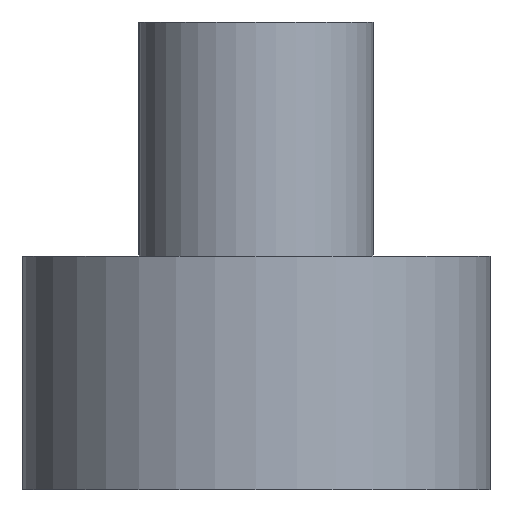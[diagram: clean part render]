
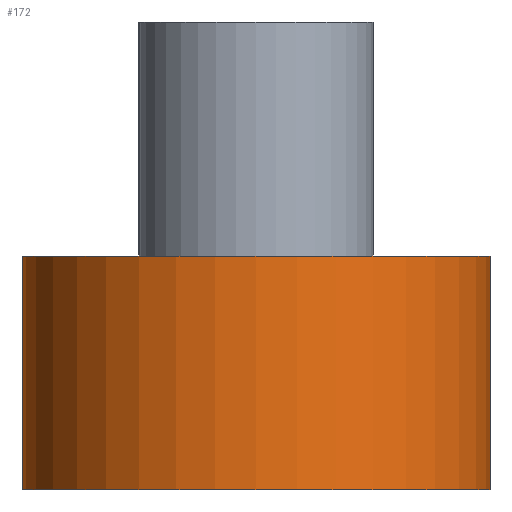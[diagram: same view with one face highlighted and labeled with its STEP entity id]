
A CAD part, left-side view. The second image highlights one B-rep face of the part: STEP entity #172.
In plain terms, the highlighted cylindrical face has radius 50 mm (diameter 100 mm), a partial arc.
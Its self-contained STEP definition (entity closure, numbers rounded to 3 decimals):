
#6 = DIRECTION ( 'NONE',  ( 0., 0., -1. ) ) ;
#8 = AXIS2_PLACEMENT_3D ( 'NONE', #15, #106, #301 ) ;
#15 = CARTESIAN_POINT ( 'NONE',  ( -400., 0., 50. ) ) ;
#30 = EDGE_LOOP ( 'NONE', ( #266, #160, #299, #132 ) ) ;
#76 = CYLINDRICAL_SURFACE ( 'NONE', #376, 50. ) ;
#83 = LINE ( 'NONE', #270, #353 ) ;
#106 = DIRECTION ( 'NONE',  ( 0., 0., 1. ) ) ;
#107 = EDGE_CURVE ( 'NONE', #391, #246, #347, .T. ) ;
#117 = EDGE_CURVE ( 'NONE', #368, #246, #269, .T. ) ;
#122 = CIRCLE ( 'NONE', #8, 50. ) ;
#132 = ORIENTED_EDGE ( 'NONE', *, *, #273, .T. ) ;
#137 = CARTESIAN_POINT ( 'NONE',  ( -400., 50., 50. ) ) ;
#138 = FACE_OUTER_BOUND ( 'NONE', #30, .T. ) ;
#160 = ORIENTED_EDGE ( 'NONE', *, *, #107, .F. ) ;
#172 = ADVANCED_FACE ( 'NONE', ( #138 ), #76, .T. ) ;
#192 = CARTESIAN_POINT ( 'NONE',  ( -400., -50., 50. ) ) ;
#197 = CARTESIAN_POINT ( 'NONE',  ( -400., -50., 0. ) ) ;
#204 = CARTESIAN_POINT ( 'NONE',  ( -400., 0., 50. ) ) ;
#206 = AXIS2_PLACEMENT_3D ( 'NONE', #291, #259, #385 ) ;
#210 = DIRECTION ( 'NONE',  ( 0., 0., -1. ) ) ;
#228 = VERTEX_POINT ( 'NONE', #137 ) ;
#238 = CARTESIAN_POINT ( 'NONE',  ( -400., -50., 50. ) ) ;
#239 = CARTESIAN_POINT ( 'NONE',  ( -400., 50., 0. ) ) ;
#246 = VERTEX_POINT ( 'NONE', #197 ) ;
#259 = DIRECTION ( 'NONE',  ( 0., 0., 1. ) ) ;
#263 = EDGE_CURVE ( 'NONE', #228, #391, #122, .T. ) ;
#264 = DIRECTION ( 'NONE',  ( 0., 0., -1. ) ) ;
#266 = ORIENTED_EDGE ( 'NONE', *, *, #117, .T. ) ;
#269 = CIRCLE ( 'NONE', #206, 50. ) ;
#270 = CARTESIAN_POINT ( 'NONE',  ( -400., 50., 50. ) ) ;
#273 = EDGE_CURVE ( 'NONE', #228, #368, #83, .T. ) ;
#291 = CARTESIAN_POINT ( 'NONE',  ( -400., 0., 0. ) ) ;
#299 = ORIENTED_EDGE ( 'NONE', *, *, #263, .F. ) ;
#301 = DIRECTION ( 'NONE',  ( 0., 1., 0. ) ) ;
#303 = VECTOR ( 'NONE', #6, 1000. ) ;
#347 = LINE ( 'NONE', #192, #303 ) ;
#353 = VECTOR ( 'NONE', #210, 1000. ) ;
#368 = VERTEX_POINT ( 'NONE', #239 ) ;
#376 = AXIS2_PLACEMENT_3D ( 'NONE', #204, #264, #380 ) ;
#380 = DIRECTION ( 'NONE',  ( 0., -1., 0. ) ) ;
#385 = DIRECTION ( 'NONE',  ( 0., 1., 0. ) ) ;
#391 = VERTEX_POINT ( 'NONE', #238 ) ;
